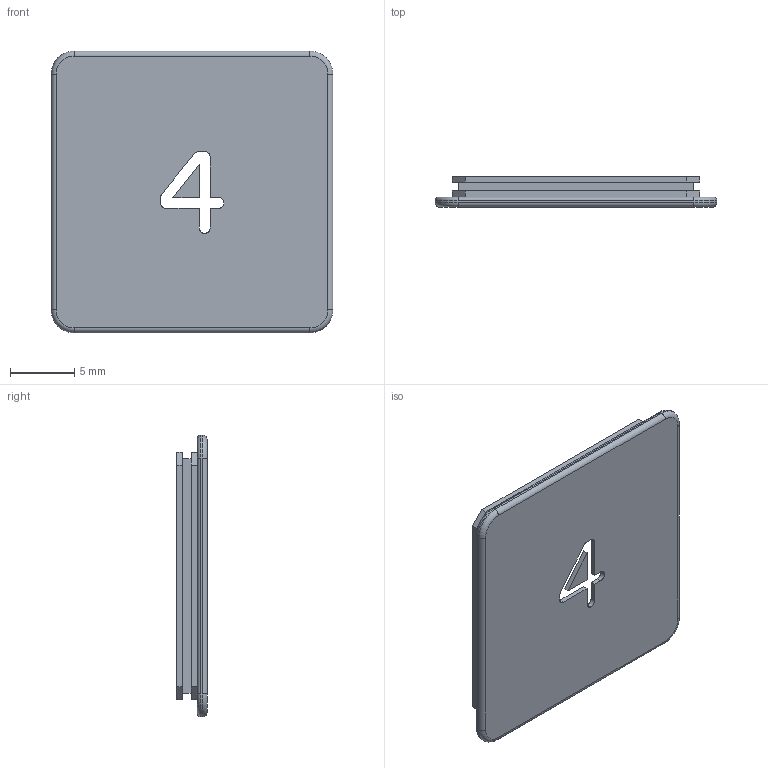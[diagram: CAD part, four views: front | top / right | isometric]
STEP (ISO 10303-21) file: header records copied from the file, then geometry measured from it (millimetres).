
FILE_DESCRIPTION (( 'STEP AP203' ), '1' );
FILE_NAME ('1005022-014.STEP', '2021-03-03T11:59:59', ( '' ), ( '' ), 'SwSTEP 2.0', 'SolidWorks 2019', '' );
FILE_SCHEMA (( 'CONFIG_CONTROL_DESIGN' ));
Length unit declared in the file: inch
Products named in the file (1): 1005022-014
Bounding box: 21.84 x 2.36 x 21.84 mm (x, y, z)
Volume: 639.4 mm3; surface area: 1212.1 mm2
Topology: 2 solids, 2 shells, 86 faces, 204 edges, 124 vertices
Faces by surface type: plane 58, cylinder 12, torus 8, bspline 8
Entity records: 2733 total; most frequent: CARTESIAN_POINT 711, ORIENTED_EDGE 408, DIRECTION 378, EDGE_CURVE 204, LINE 156, VECTOR 156, VERTEX_POINT 124, AXIS2_PLACEMENT_3D 111
